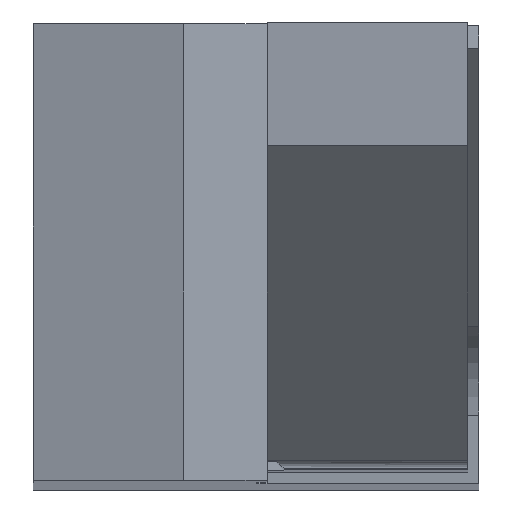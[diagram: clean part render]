
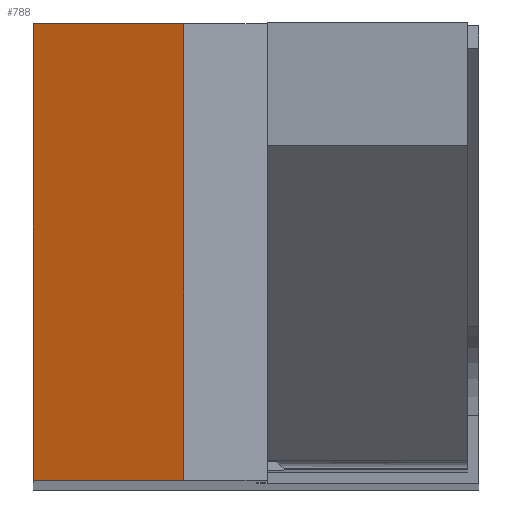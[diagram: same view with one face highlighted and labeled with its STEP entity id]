
A CAD part, top view. The second image highlights one B-rep face of the part: STEP entity #788.
In plain terms, the highlighted planar face has unit normal (-0.342, 0, 0.94).
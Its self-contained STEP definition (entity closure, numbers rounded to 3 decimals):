
#16 = CARTESIAN_POINT ( 'NONE',  ( 2.7, 134.018, 0. ) ) ;
#18 = VERTEX_POINT ( 'NONE', #1776 ) ;
#106 = CARTESIAN_POINT ( 'NONE',  ( -31.824, 8.2, -12.566 ) ) ;
#189 = VERTEX_POINT ( 'NONE', #1717 ) ;
#207 = ORIENTED_EDGE ( 'NONE', *, *, #666, .F. ) ;
#225 = EDGE_LOOP ( 'NONE', ( #1709, #207, #2073, #1268 ) ) ;
#282 = LINE ( 'NONE', #106, #1936 ) ;
#315 = VECTOR ( 'NONE', #390, 1000. ) ;
#378 = VERTEX_POINT ( 'NONE', #1617 ) ;
#390 = DIRECTION ( 'NONE',  ( 0., -1., 0. ) ) ;
#526 = EDGE_CURVE ( 'NONE', #18, #378, #282, .T. ) ;
#570 = EDGE_CURVE ( 'NONE', #1880, #189, #1581, .T. ) ;
#607 = CARTESIAN_POINT ( 'NONE',  ( 2.7, 134.018, 0. ) ) ;
#648 = EDGE_CURVE ( 'NONE', #378, #1880, #1682, .T. ) ;
#666 = EDGE_CURVE ( 'NONE', #189, #18, #789, .T. ) ;
#697 = VECTOR ( 'NONE', #2077, 1000. ) ;
#788 = ADVANCED_FACE ( 'NONE', ( #930 ), #1598, .T. ) ;
#789 = LINE ( 'NONE', #1703, #1911 ) ;
#922 = AXIS2_PLACEMENT_3D ( 'NONE', #16, #2013, #1187 ) ;
#930 = FACE_OUTER_BOUND ( 'NONE', #225, .T. ) ;
#1124 = CARTESIAN_POINT ( 'NONE',  ( 2.7, 0., 0. ) ) ;
#1187 = DIRECTION ( 'NONE',  ( 0.94, 0., 0.342 ) ) ;
#1252 = CARTESIAN_POINT ( 'NONE',  ( -31.824, 0., -12.566 ) ) ;
#1268 = ORIENTED_EDGE ( 'NONE', *, *, #648, .F. ) ;
#1376 = DIRECTION ( 'NONE',  ( 0.94, 0., 0.342 ) ) ;
#1581 = LINE ( 'NONE', #1252, #697 ) ;
#1598 = PLANE ( 'NONE',  #922 ) ;
#1617 = CARTESIAN_POINT ( 'NONE',  ( 2.7, 8.2, 0. ) ) ;
#1682 = LINE ( 'NONE', #607, #315 ) ;
#1703 = CARTESIAN_POINT ( 'NONE',  ( 0., 0., -0.983 ) ) ;
#1709 = ORIENTED_EDGE ( 'NONE', *, *, #526, .F. ) ;
#1717 = CARTESIAN_POINT ( 'NONE',  ( 0., 0., -0.983 ) ) ;
#1776 = CARTESIAN_POINT ( 'NONE',  ( 0., 8.2, -0.983 ) ) ;
#1835 = DIRECTION ( 'NONE',  ( 0., 1., 0. ) ) ;
#1880 = VERTEX_POINT ( 'NONE', #1124 ) ;
#1911 = VECTOR ( 'NONE', #1835, 1000. ) ;
#1936 = VECTOR ( 'NONE', #1376, 1000. ) ;
#2013 = DIRECTION ( 'NONE',  ( -0.342, 0., 0.94 ) ) ;
#2073 = ORIENTED_EDGE ( 'NONE', *, *, #570, .F. ) ;
#2077 = DIRECTION ( 'NONE',  ( -0.94, 0., -0.342 ) ) ;
